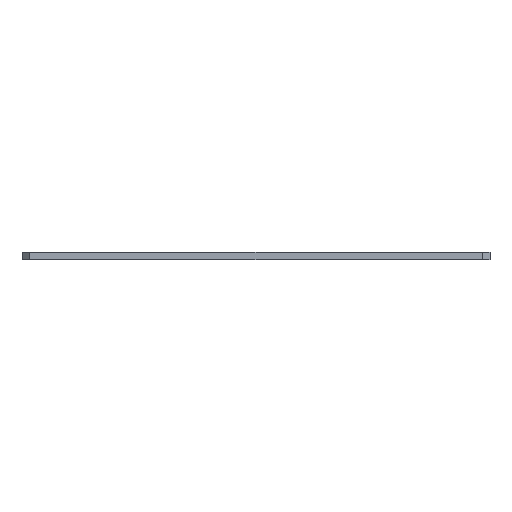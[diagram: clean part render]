
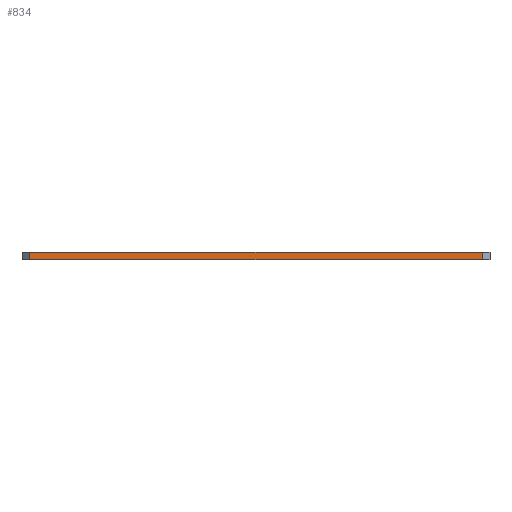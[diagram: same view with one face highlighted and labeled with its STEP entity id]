
A CAD part, left-side view. The second image highlights one B-rep face of the part: STEP entity #834.
In plain terms, the highlighted planar face has unit normal (-1, 0, 0).
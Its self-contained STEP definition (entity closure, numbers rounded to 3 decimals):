
#5 = CARTESIAN_POINT ( 'NONE',  ( 0., 2., -2. ) ) ;
#9 = VERTEX_POINT ( 'NONE', #737 ) ;
#42 = VERTEX_POINT ( 'NONE', #818 ) ;
#49 = DIRECTION ( 'NONE',  ( 0., -1., 0. ) ) ;
#56 = EDGE_CURVE ( 'NONE', #136, #42, #334, .T. ) ;
#111 = EDGE_LOOP ( 'NONE', ( #188, #420, #606, #278 ) ) ;
#136 = VERTEX_POINT ( 'NONE', #895 ) ;
#163 = VECTOR ( 'NONE', #49, 1000. ) ;
#188 = ORIENTED_EDGE ( 'NONE', *, *, #696, .F. ) ;
#233 = CARTESIAN_POINT ( 'NONE',  ( 0., 0., -2. ) ) ;
#237 = VERTEX_POINT ( 'NONE', #259 ) ;
#259 = CARTESIAN_POINT ( 'NONE',  ( 0., 2., -2. ) ) ;
#277 = LINE ( 'NONE', #467, #163 ) ;
#278 = ORIENTED_EDGE ( 'NONE', *, *, #1001, .T. ) ;
#300 = LINE ( 'NONE', #810, #568 ) ;
#322 = DIRECTION ( 'NONE',  ( -1., 0., 0. ) ) ;
#334 = LINE ( 'NONE', #998, #861 ) ;
#342 = DIRECTION ( 'NONE',  ( 0., 0., 1. ) ) ;
#395 = FACE_OUTER_BOUND ( 'NONE', #111, .T. ) ;
#404 = DIRECTION ( 'NONE',  ( 0., 0., -1. ) ) ;
#420 = ORIENTED_EDGE ( 'NONE', *, *, #56, .T. ) ;
#444 = AXIS2_PLACEMENT_3D ( 'NONE', #233, #322, #657 ) ;
#467 = CARTESIAN_POINT ( 'NONE',  ( 0., 0., 0. ) ) ;
#499 = EDGE_CURVE ( 'NONE', #42, #237, #300, .T. ) ;
#568 = VECTOR ( 'NONE', #646, 1000. ) ;
#606 = ORIENTED_EDGE ( 'NONE', *, *, #499, .T. ) ;
#646 = DIRECTION ( 'NONE',  ( 0., -1., 0. ) ) ;
#654 = PLANE ( 'NONE',  #444 ) ;
#657 = DIRECTION ( 'NONE',  ( 0., 0., 1. ) ) ;
#683 = VECTOR ( 'NONE', #342, 1000. ) ;
#696 = EDGE_CURVE ( 'NONE', #136, #9, #277, .T. ) ;
#737 = CARTESIAN_POINT ( 'NONE',  ( 0., 2., 0. ) ) ;
#762 = LINE ( 'NONE', #5, #683 ) ;
#810 = CARTESIAN_POINT ( 'NONE',  ( 0., 0., -2. ) ) ;
#818 = CARTESIAN_POINT ( 'NONE',  ( 0., 118., -2. ) ) ;
#834 = ADVANCED_FACE ( 'NONE', ( #395 ), #654, .T. ) ;
#861 = VECTOR ( 'NONE', #404, 1000. ) ;
#895 = CARTESIAN_POINT ( 'NONE',  ( 0., 118., 0. ) ) ;
#998 = CARTESIAN_POINT ( 'NONE',  ( 0., 118., -2. ) ) ;
#1001 = EDGE_CURVE ( 'NONE', #237, #9, #762, .T. ) ;
